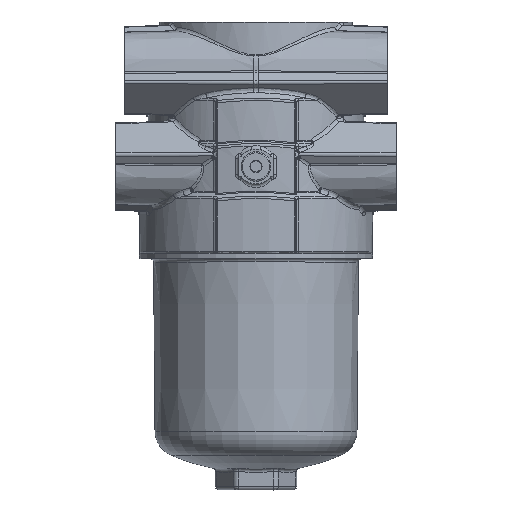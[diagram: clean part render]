
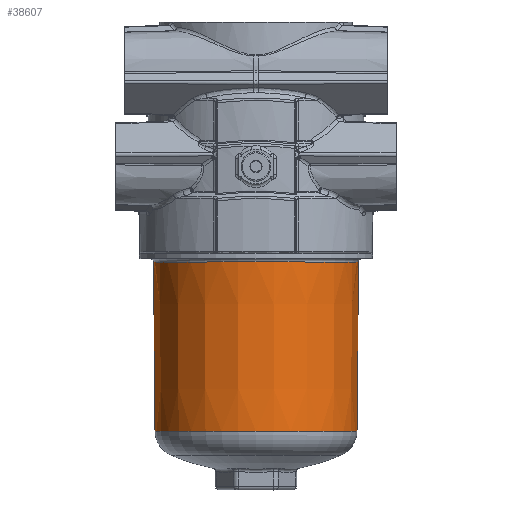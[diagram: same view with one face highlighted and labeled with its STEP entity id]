
A CAD part, top view. The second image highlights one B-rep face of the part: STEP entity #38607.
In plain terms, the highlighted conical face has half-angle 0.5 degrees and reference radius 58.061 mm.
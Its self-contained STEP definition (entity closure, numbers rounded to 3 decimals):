
#234=CARTESIAN_POINT('',(0.,-101.53,0.));
#235=DIRECTION('',(0.,1.,0.));
#236=DIRECTION('',(-1.,0.,0.));
#237=AXIS2_PLACEMENT_3D('',#234,#235,#236);
#362=DIRECTION('',(0.009,1.,0.));
#363=VECTOR('',#362,96.551);
#364=CARTESIAN_POINT('',(57.64,-101.53,
0.));
#365=LINE('',#364,#363);
#369=DIRECTION('',(-0.009,1.,0.));
#370=VECTOR('',#369,96.551);
#371=CARTESIAN_POINT('',(-57.64,-101.53,0.));
#372=LINE('',#371,#370);
#376=CARTESIAN_POINT('',(0.,-4.983,0.));
#377=DIRECTION('',(0.,-1.,0.));
#378=DIRECTION('',(1.,0.,0.));
#379=AXIS2_PLACEMENT_3D('',#376,#377,#378);
#38009=CARTESIAN_POINT('',(-57.64,-101.53,
0.));
#38010=VERTEX_POINT('',#38009);
#38011=CARTESIAN_POINT('',(57.64,-101.53,
0.));
#38012=VERTEX_POINT('',#38011);
#38013=CARTESIAN_POINT('',(-58.483,-4.983,0.));
#38014=VERTEX_POINT('',#38013);
#38015=CARTESIAN_POINT('',(58.483,-4.983,
0.));
#38016=VERTEX_POINT('',#38015);
#38595=CARTESIAN_POINT('',(0.,-53.256,0.));
#38596=DIRECTION('',(0.,1.,0.));
#38597=DIRECTION('',(-1.,0.,0.));
#38598=AXIS2_PLACEMENT_3D('',#38595,#38596,#38597);
#38599=CONICAL_SURFACE('',#38598,58.061,0.5);
#38600=ORIENTED_EDGE('',*,*,#38513,.F.);
#38601=ORIENTED_EDGE('',*,*,#38583,.T.);
#38603=ORIENTED_EDGE('',*,*,#38602,.F.);
#38604=ORIENTED_EDGE('',*,*,#38579,.F.);
#38605=EDGE_LOOP('',(#38600,#38601,#38603,#38604));
#38606=FACE_OUTER_BOUND('',#38605,.F.);
#238=CIRCLE('',#237,57.64);
#380=CIRCLE('',#379,58.483);
#38513=EDGE_CURVE('',#38010,#38012,#238,.T.);
#38579=EDGE_CURVE('',#38012,#38016,#365,.T.);
#38583=EDGE_CURVE('',#38010,#38014,#372,.T.);
#38602=EDGE_CURVE('',#38016,#38014,#380,.T.);
#38607=ADVANCED_FACE('',(#38606),#38599,.T.);
